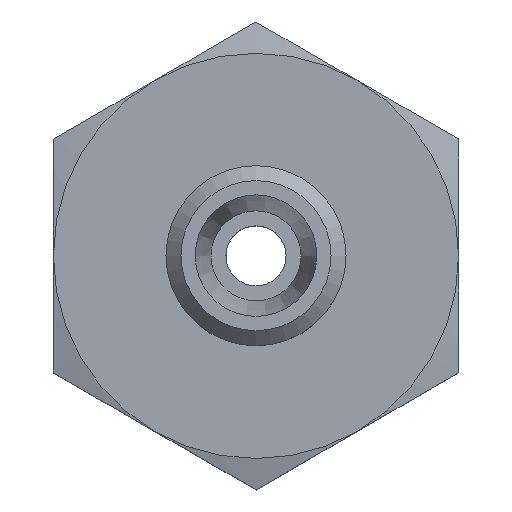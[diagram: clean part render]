
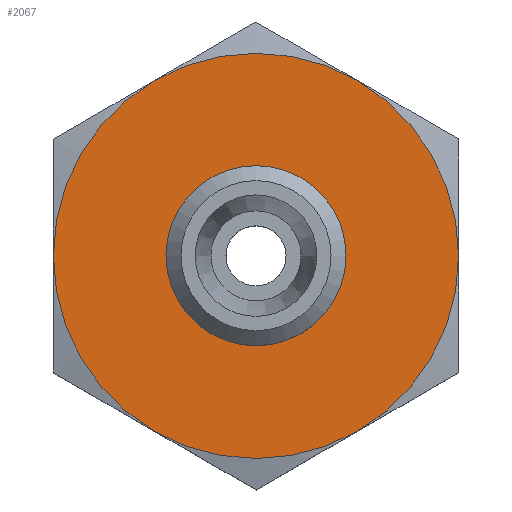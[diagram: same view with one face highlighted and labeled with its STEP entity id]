
A CAD part, top view. The second image highlights one B-rep face of the part: STEP entity #2067.
In plain terms, the highlighted planar face has unit normal (0, 0, 1).
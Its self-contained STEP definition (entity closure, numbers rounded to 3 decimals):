
#1483=CARTESIAN_POINT('',(8.065,7.598,23.0));
#1484=VERTEX_POINT('',#1483);
#1498=CARTESIAN_POINT('',(8.065,7.59,23.0));
#1499=VERTEX_POINT('',#1498);
#1500=CARTESIAN_POINT('',(8.065,7.598,23.0));
#1501=DIRECTION('',(0.001,-1.,0.0));
#1502=VECTOR('',#1501,0.008);
#1503=LINE('',#1500,#1502);
#1504=EDGE_CURVE('',#1484,#1499,#1503,.T.);
#1564=CARTESIAN_POINT('',(1.309,19.285,23.0));
#1565=VERTEX_POINT('',#1564);
#1611=CARTESIAN_POINT('',(-12.191,19.277,23.0));
#1612=VERTEX_POINT('',#1611);
#1800=CARTESIAN_POINT('',(-12.178,-4.105,23.0));
#1801=VERTEX_POINT('',#1800);
#1847=CARTESIAN_POINT('',(1.322,-4.097,23.0));
#1848=VERTEX_POINT('',#1847);
#1887=CARTESIAN_POINT('',(-18.935,7.582,23.0));
#1888=VERTEX_POINT('',#1887);
#1946=CARTESIAN_POINT('',(-5.435,7.59,23.0));
#1947=DIRECTION('',(0.0,0.0,1.0));
#1948=DIRECTION('',(-1.0,0.0,0.0));
#1949=AXIS2_PLACEMENT_3D('',#1946,#1947,#1948);
#1950=CIRCLE('',#1949,13.5);
#1951=EDGE_CURVE('',#1484,#1565,#1950,.T.);
#1964=CARTESIAN_POINT('',(-5.435,7.59,23.0));
#1965=DIRECTION('',(0.0,0.0,1.0));
#1966=DIRECTION('',(-1.0,0.0,0.0));
#1967=AXIS2_PLACEMENT_3D('',#1964,#1965,#1966);
#1968=CIRCLE('',#1967,13.5);
#1969=EDGE_CURVE('',#1848,#1499,#1968,.T.);
#1980=CARTESIAN_POINT('',(-5.435,7.59,23.0));
#1981=DIRECTION('',(0.0,0.0,1.0));
#1982=DIRECTION('',(-1.0,0.0,0.0));
#1983=AXIS2_PLACEMENT_3D('',#1980,#1981,#1982);
#1984=CIRCLE('',#1983,13.5);
#1985=EDGE_CURVE('',#1565,#1612,#1984,.T.);
#1998=CARTESIAN_POINT('',(-5.435,7.59,23.0));
#1999=DIRECTION('',(0.0,0.0,1.0));
#2000=DIRECTION('',(-1.0,0.0,0.0));
#2001=AXIS2_PLACEMENT_3D('',#1998,#1999,#2000);
#2002=CIRCLE('',#2001,13.5);
#2003=EDGE_CURVE('',#1801,#1848,#2002,.T.);
#2014=CARTESIAN_POINT('',(-5.435,7.59,23.0));
#2015=DIRECTION('',(0.0,0.0,1.0));
#2016=DIRECTION('',(-1.0,0.0,0.0));
#2017=AXIS2_PLACEMENT_3D('',#2014,#2015,#2016);
#2018=CIRCLE('',#2017,13.5);
#2019=EDGE_CURVE('',#1612,#1888,#2018,.T.);
#2032=CARTESIAN_POINT('',(-5.435,7.59,23.0));
#2033=DIRECTION('',(0.0,0.0,1.0));
#2034=DIRECTION('',(-1.0,0.0,0.0));
#2035=AXIS2_PLACEMENT_3D('',#2032,#2033,#2034);
#2036=CIRCLE('',#2035,13.5);
#2037=EDGE_CURVE('',#1888,#1801,#2036,.T.);
#2042=CARTESIAN_POINT('',(-5.435,7.59,23.0));
#2043=DIRECTION('',(0.0,0.0,1.0));
#2044=DIRECTION('',(1.0,0.0,0.0));
#2045=AXIS2_PLACEMENT_3D('',#2042,#2043,#2044);
#2046=PLANE('',#2045);
#2047=ORIENTED_EDGE('',*,*,#1951,.T.);
#2048=ORIENTED_EDGE('',*,*,#1985,.T.);
#2049=ORIENTED_EDGE('',*,*,#2019,.T.);
#2050=ORIENTED_EDGE('',*,*,#2037,.T.);
#2051=ORIENTED_EDGE('',*,*,#2003,.T.);
#2052=ORIENTED_EDGE('',*,*,#1969,.T.);
#2053=ORIENTED_EDGE('',*,*,#1504,.F.);
#2054=EDGE_LOOP('',(#2047,#2048,#2049,#2050,#2051,#2052,#2053));
#2055=FACE_OUTER_BOUND('',#2054,.T.);
#2056=CARTESIAN_POINT('',(0.415,7.59,23.0));
#2057=VERTEX_POINT('',#2056);
#2058=CARTESIAN_POINT('',(-5.435,7.59,23.0));
#2059=DIRECTION('',(0.0,0.0,1.0));
#2060=DIRECTION('',(-1.0,0.0,0.0));
#2061=AXIS2_PLACEMENT_3D('',#2058,#2059,#2060);
#2062=CIRCLE('',#2061,5.85);
#2063=EDGE_CURVE('',#2057,#2057,#2062,.T.);
#2064=ORIENTED_EDGE('',*,*,#2063,.F.);
#2065=EDGE_LOOP('',(#2064));
#2066=FACE_BOUND('',#2065,.T.);
#2067=ADVANCED_FACE('',(#2055,#2066),#2046,.T.);
